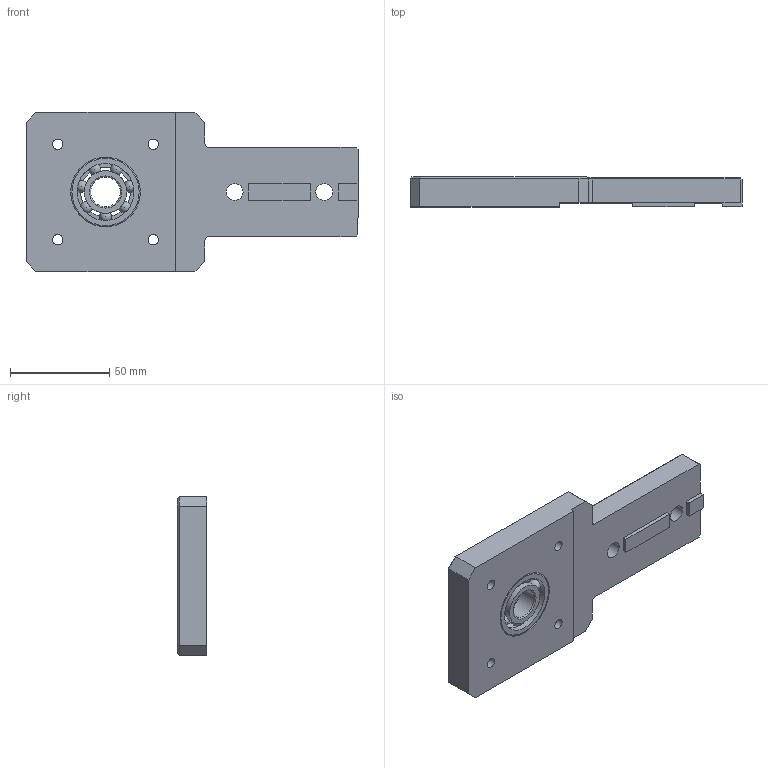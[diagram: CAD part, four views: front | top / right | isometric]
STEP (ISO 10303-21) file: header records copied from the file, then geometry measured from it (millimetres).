
FILE_DESCRIPTION((''),'2;1');
FILE_NAME('944502.ipt.stp','2010-09-05T12:28:02',(''),(''),'Autodesk Inventor 2010','Autodesk Inventor 2010','');
FILE_SCHEMA(('AUTOMOTIVE_DESIGN { 1 0 10303 214 1 1 1 1 }'));
Length unit declared in the file: millimetre
Products named in the file (1): 944502
Bounding box: 167 x 15 x 80 mm (x, y, z)
Volume: 139729.8 mm3; surface area: 35313.8 mm2
Topology: 2 solids, 2 shells, 93 faces, 270 edges, 173 vertices
Faces by surface type: plane 46, torus 18, cylinder 13, bspline 7, sphere 7, cone 2
Full cylindrical faces by diameter (mm): 5.2 x4, 15 x1, 21.4 x2, 28.6 x2, 35 x2
Entity records: 3627 total; most frequent: CARTESIAN_POINT 1305, ORIENTED_EDGE 448, DIRECTION 408, EDGE_CURVE 224, VERTEX_POINT 154, AXIS2_PLACEMENT_3D 153, EDGE_LOOP 142, VECTOR 102
